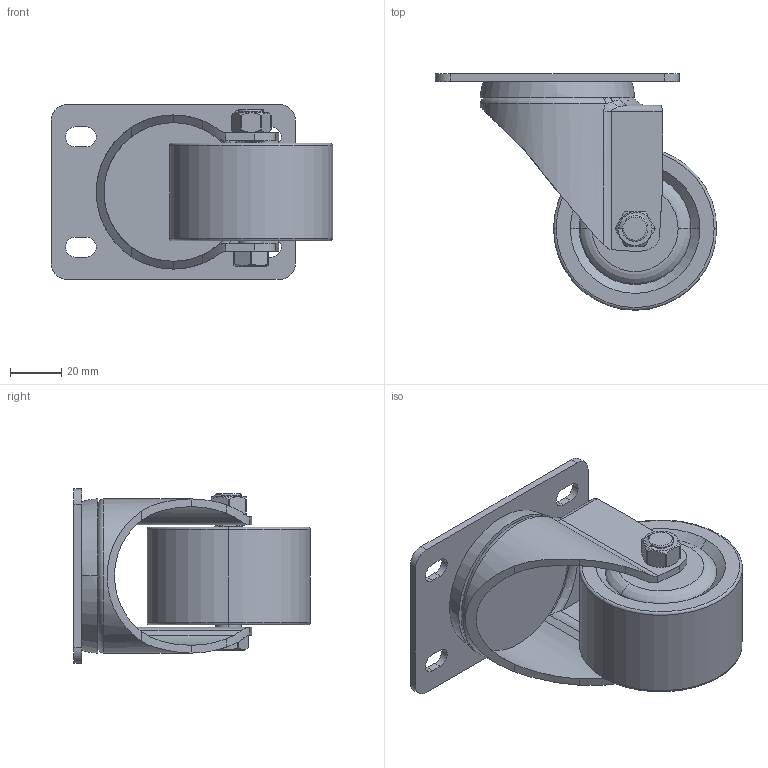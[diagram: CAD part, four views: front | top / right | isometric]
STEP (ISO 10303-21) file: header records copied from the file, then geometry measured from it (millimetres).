
FILE_DESCRIPTION((''),'2;1');
FILE_NAME('2DIAN5CUN-DZX_ASM','2021-03-25T',('Administrator'),(''),'PRO/ENGINEER BY PARAMETRIC TECHNOLOGY CORPORATION, 2013240','PRO/ENGINEER BY PARAMETRIC TECHNOLOGY CORPORATION, 2013240','');
FILE_SCHEMA(('CONFIG_CONTROL_DESIGN'));
Length unit declared in the file: millimetre
Products named in the file (6): DIBAN-95X68; 2DIAN5CUN-ZTBAN-DIZX; LUNZI-63O5X38; LUODING-61; LUOMAO-15; 2DIAN5CUN-DZX_ASM
Assembly tree (5 placements, depth 2):
  2DIAN5CUN-DZX_ASM
    DIBAN-95X68
    2DIAN5CUN-ZTBAN-DIZX
    LUNZI-63O5X38
    LUODING-61
    LUOMAO-15
Bounding box: 109.5 x 92 x 68 mm (x, y, z)
Volume: 173916 mm3; surface area: 53461.9 mm2
Topology: 5 solids, 5 shells, 205 faces, 538 edges, 348 vertices
Faces by surface type: cylinder 90, plane 52, bspline 28, torus 21, extrusion 8, cone 6
Entity records: 11114 total; most frequent: CARTESIAN_POINT 6248, ORIENTED_EDGE 1076, DIRECTION 855, EDGE_CURVE 538, VERTEX_POINT 348, AXIS2_PLACEMENT_3D 327, EDGE_LOOP 226, B_SPLINE_CURVE_WITH_KNOTS 206
